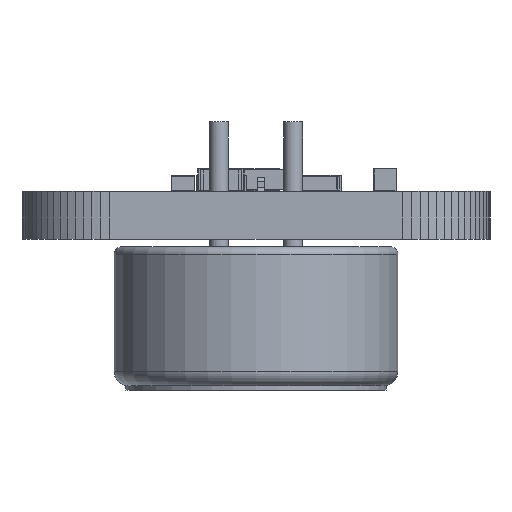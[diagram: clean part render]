
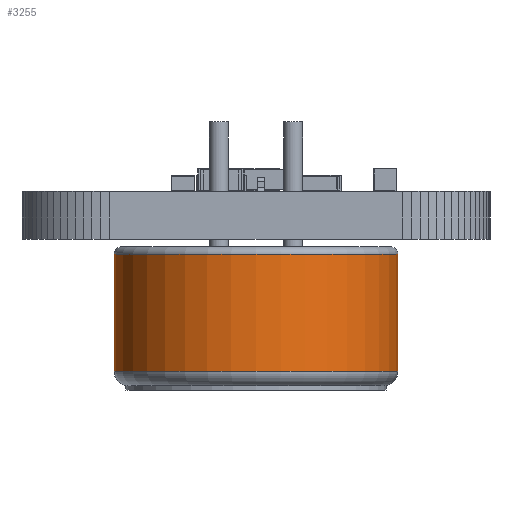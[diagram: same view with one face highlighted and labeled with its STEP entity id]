
A CAD part, left-side view. The second image highlights one B-rep face of the part: STEP entity #3255.
In plain terms, the highlighted cylindrical face has radius 4.85 mm (diameter 9.7 mm), a partial arc.
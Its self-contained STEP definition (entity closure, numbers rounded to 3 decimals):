
#3151 = VERTEX_POINT('',#3152);
#3152 = CARTESIAN_POINT('',(0.,0.508,-4.85));
#3159 = EDGE_CURVE('',#3160,#3151,#3162,.T.);
#3160 = VERTEX_POINT('',#3161);
#3161 = CARTESIAN_POINT('',(0.,0.508,4.85));
#3162 = CIRCLE('',#3163,4.85);
#3163 = AXIS2_PLACEMENT_3D('',#3164,#3165,#3166);
#3164 = CARTESIAN_POINT('',(0.,0.508,0.));
#3165 = DIRECTION('',(0.,1.,0.));
#3166 = DIRECTION('',(0.,0.,1.));
#3183 = EDGE_CURVE('',#3184,#3186,#3188,.T.);
#3184 = VERTEX_POINT('',#3185);
#3185 = CARTESIAN_POINT('',(0.,4.503,-4.85));
#3186 = VERTEX_POINT('',#3187);
#3187 = CARTESIAN_POINT('',(0.,4.503,4.85));
#3188 = CIRCLE('',#3189,4.85);
#3189 = AXIS2_PLACEMENT_3D('',#3190,#3191,#3192);
#3190 = CARTESIAN_POINT('',(0.,4.503,0.));
#3191 = DIRECTION('',(0.,-1.,0.));
#3192 = DIRECTION('',(0.,0.,1.));
#3255 = ADVANCED_FACE('',(#3256),#3272,.T.);
#3256 = FACE_BOUND('',#3257,.T.);
#3257 = EDGE_LOOP('',(#3258,#3259,#3265,#3266));
#3258 = ORIENTED_EDGE('',*,*,#3183,.T.);
#3259 = ORIENTED_EDGE('',*,*,#3260,.T.);
#3260 = EDGE_CURVE('',#3186,#3160,#3261,.T.);
#3261 = LINE('',#3262,#3263);
#3262 = CARTESIAN_POINT('',(0.,5.,4.85));
#3263 = VECTOR('',#3264,1.);
#3264 = DIRECTION('',(0.,-1.,0.));
#3265 = ORIENTED_EDGE('',*,*,#3159,.T.);
#3266 = ORIENTED_EDGE('',*,*,#3267,.F.);
#3267 = EDGE_CURVE('',#3184,#3151,#3268,.T.);
#3268 = LINE('',#3269,#3270);
#3269 = CARTESIAN_POINT('',(0.,5.,-4.85));
#3270 = VECTOR('',#3271,1.);
#3271 = DIRECTION('',(0.,-1.,0.));
#3272 = CYLINDRICAL_SURFACE('',#3273,4.85);
#3273 = AXIS2_PLACEMENT_3D('',#3274,#3275,#3276);
#3274 = CARTESIAN_POINT('',(0.,5.,0.));
#3275 = DIRECTION('',(0.,-1.,0.));
#3276 = DIRECTION('',(0.,0.,-1.));
